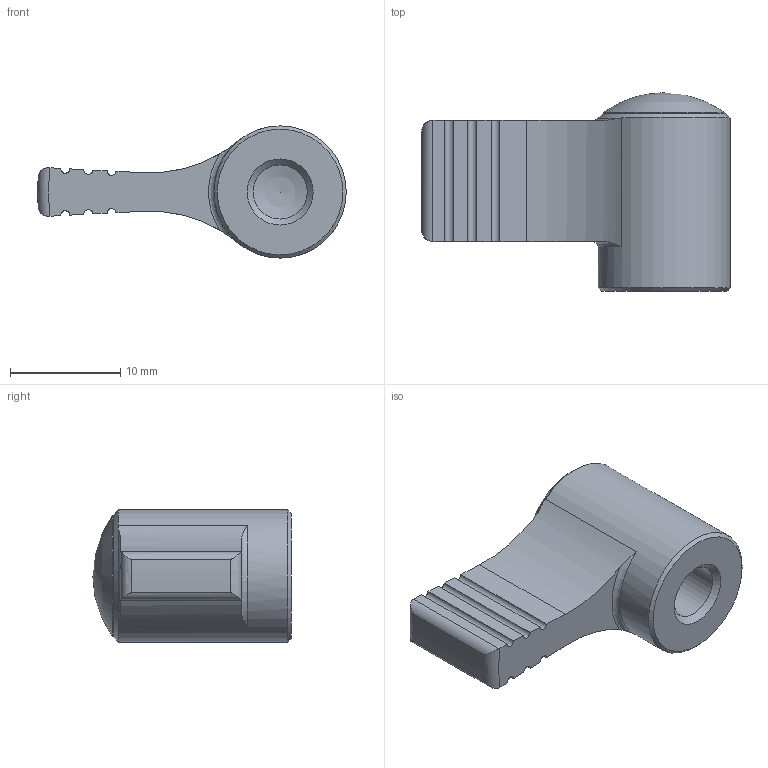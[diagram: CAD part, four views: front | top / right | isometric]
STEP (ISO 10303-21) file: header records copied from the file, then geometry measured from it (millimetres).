
FILE_DESCRIPTION( ( 'STEP AP214' ), '1' );
FILE_NAME( 'K0608.0906.stp', '2020-12-09T09:02:56', ( '' ), ( '' ), ' ', 'PARTsolutions', ' ' );
FILE_SCHEMA( ( 'AUTOMOTIVE_DESIGN { 1 0 10303 214 1 1 1 1 }' ) );
Length unit declared in the file: millimetre
Products named in the file (1): _K0608.0906
Bounding box: 27.99 x 18 x 12 mm (x, y, z)
Volume: 2098.4 mm3; surface area: 1827.8 mm2
Topology: 1 solids, 3 shells, 46 faces, 115 edges, 75 vertices
Faces by surface type: cylinder 19, plane 16, torus 6, sphere 3, cone 2
Full cylindrical faces by diameter (mm): 4.917 x1, 8 x2, 10 x3, 11 x1, 12 x1
Entity records: 1710 total; most frequent: CARTESIAN_POINT 297, DIRECTION 218, ORIENTED_EDGE 188, EDGE_CURVE 94, AXIS2_PLACEMENT_3D 91, VERTEX_POINT 72, EDGE_LOOP 65, FACE_OUTER_BOUND 57
